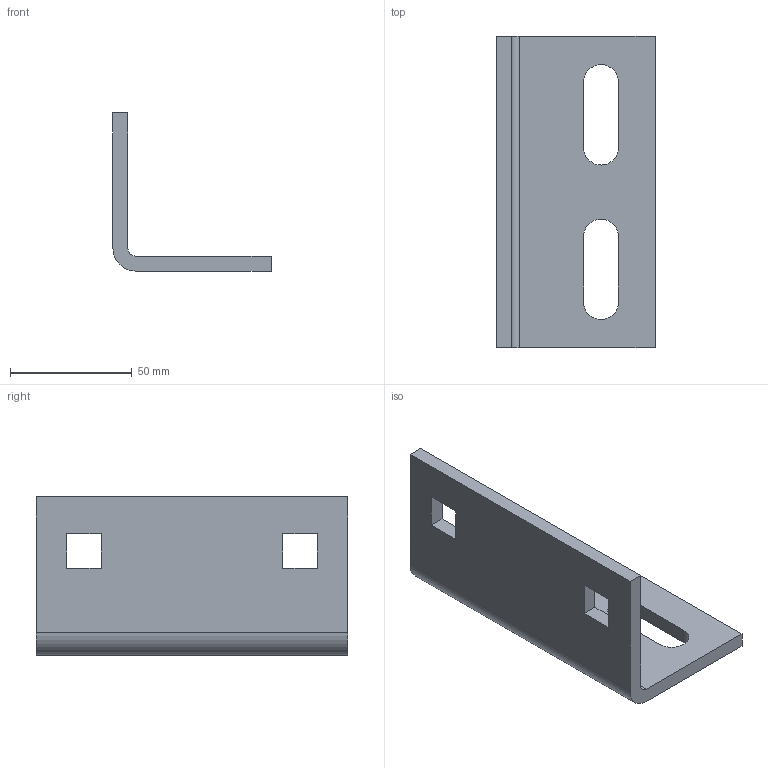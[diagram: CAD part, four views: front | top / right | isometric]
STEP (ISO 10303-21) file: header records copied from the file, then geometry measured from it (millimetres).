
FILE_DESCRIPTION (( 'STEP AP203' ), '1' );
FILE_NAME ('1845A41_Galvanized Steel Corner Bracket.STEP', '2024-11-22T17:43:14', ( 'McMaster Carr Supply' ), ( 'McMaster Carr Supply' ), 'SwSTEP 2.0', 'SolidWorks 2017', '' );
FILE_SCHEMA (( 'CONFIG_CONTROL_DESIGN' ));
Length unit declared in the file: inch
Products named in the file (1): 1845A41_Galvanized Steel Corner Bracket
Bounding box: 65.02 x 128.02 x 65.02 mm (x, y, z)
Volume: 86854.5 mm3; surface area: 33051.2 mm2
Topology: 1 solids, 1 shells, 26 faces, 72 edges, 48 vertices
Faces by surface type: plane 20, cylinder 6
Entity records: 923 total; most frequent: CARTESIAN_POINT 147, ORIENTED_EDGE 144, DIRECTION 138, EDGE_CURVE 72, VECTOR 60, LINE 60, VERTEX_POINT 48, AXIS2_PLACEMENT_3D 39
